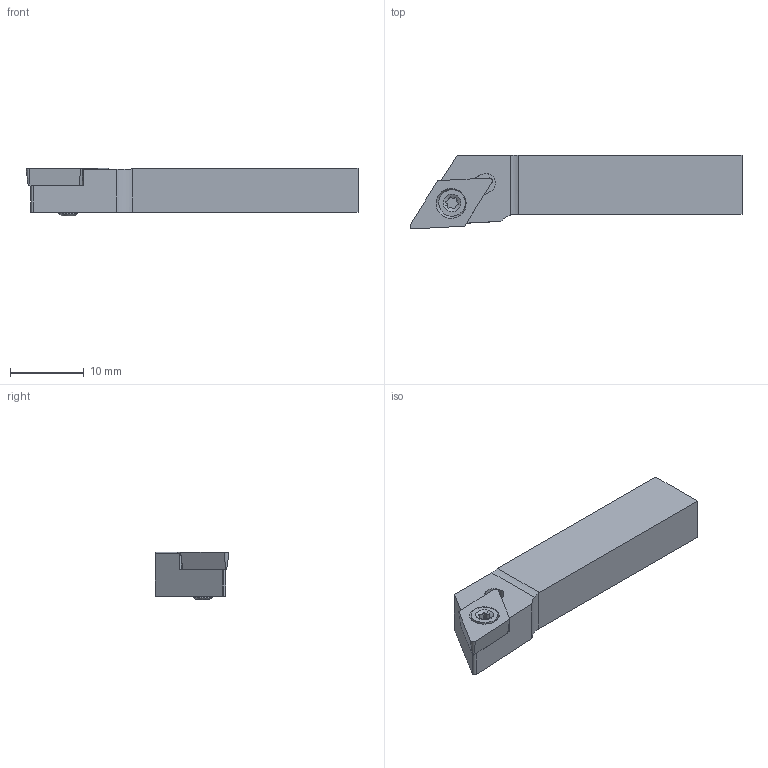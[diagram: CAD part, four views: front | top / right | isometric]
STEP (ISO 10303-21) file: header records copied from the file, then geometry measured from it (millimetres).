
FILE_DESCRIPTION (( 'STEP AP214' ), '1' );
FILE_NAME ('SDJCR0608-45.STEP', '2023-03-15T09:13:03', ( '' ), ( '' ), 'SwSTEP 2.0', 'SolidWorks 2022', '' );
FILE_SCHEMA (( 'AUTOMOTIVE_DESIGN' ));
Length unit declared in the file: millimetre
Products named in the file (4): 赻僚絮え DCMT070204-V0; SDJCR0608-45; NLM2.5
Assembly tree (3 placements, depth 2):
  SDJCR0608-45
    SDJCR0608-45
    赻僚絮え DCMT070204-V0
    NLM2.5
Bounding box: 45 x 10 x 6.5 mm (x, y, z)
Volume: 2049.7 mm3; surface area: 1553.9 mm2
Topology: 3 solids, 3 shells, 67 faces, 169 edges, 109 vertices
Faces by surface type: cylinder 31, plane 24, cone 12
Entity records: 2334 total; most frequent: CARTESIAN_POINT 553, DIRECTION 353, ORIENTED_EDGE 338, EDGE_CURVE 169, AXIS2_PLACEMENT_3D 131, VERTEX_POINT 109, LINE 91, VECTOR 91
